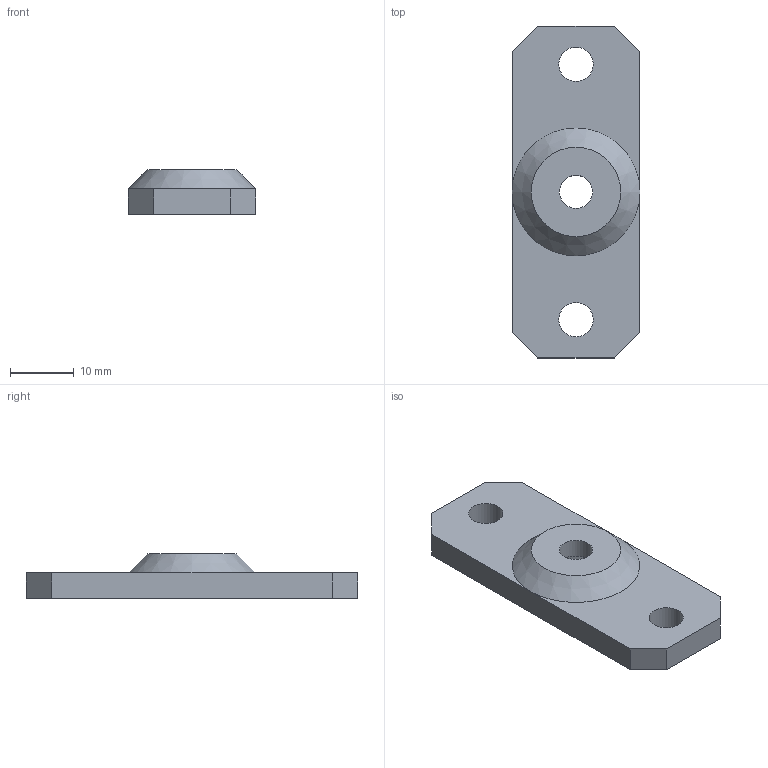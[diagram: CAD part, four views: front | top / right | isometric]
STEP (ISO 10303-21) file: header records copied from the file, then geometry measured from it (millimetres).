
FILE_DESCRIPTION(/* description */ (''),/* implementation_level */ '2;1');
FILE_NAME(/* name */ 'Bottom Bed Support.step',/* time_stamp */ '2018-05-05T15:48:19+02:00',/* author */ (''),/* organization */ (''),/* preprocessor_version */ 'ST-DEVELOPER v17',/* originating_system */ 'Autodesk Translation Framework v7.1.0.215',/* authorisation */ '');
FILE_SCHEMA (('AUTOMOTIVE_DESIGN { 1 0 10303 214 3 1 1 }'));
Length unit declared in the file: millimetre
Products named in the file (1): Bottom Bed Support
Bounding box: 20 x 52 x 7 mm (x, y, z)
Volume: 4251.4 mm3; surface area: 2782.4 mm2
Topology: 1 solids, 1 shells, 23 faces, 59 edges, 39 vertices
Faces by surface type: plane 19, cylinder 3, cone 1
Full cylindrical faces by diameter (mm): 5.2 x1, 5.4 x2
Entity records: 748 total; most frequent: CARTESIAN_POINT 122, ORIENTED_EDGE 118, DIRECTION 118, EDGE_CURVE 59, LINE 48, VECTOR 48, VERTEX_POINT 39, AXIS2_PLACEMENT_3D 35
